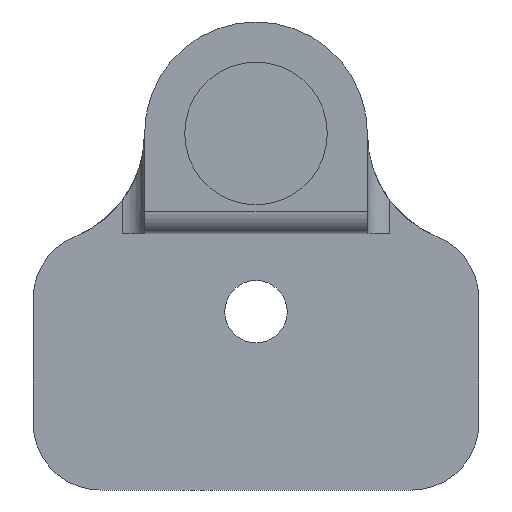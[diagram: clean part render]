
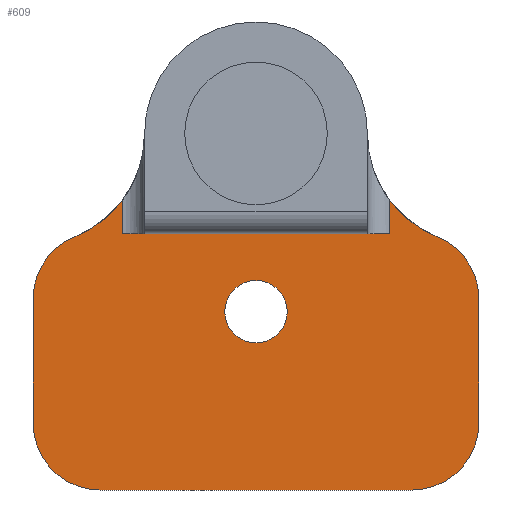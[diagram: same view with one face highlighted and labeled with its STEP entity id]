
A CAD part, left-side view. The second image highlights one B-rep face of the part: STEP entity #609.
In plain terms, the highlighted planar face has unit normal (-1, 0, 0).
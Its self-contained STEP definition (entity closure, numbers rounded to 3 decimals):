
#17=FACE_BOUND('',#83,.T.);
#47=FACE_OUTER_BOUND('',#82,.T.);
#82=EDGE_LOOP('',(#464,#465,#466,#467,#468,#469,#470,#471,#472,#473,#474,
#475));
#83=EDGE_LOOP('',(#476));
#117=CIRCLE('',#669,3.);
#118=CIRCLE('',#671,3.);
#119=CIRCLE('',#672,3.);
#120=CIRCLE('',#673,5.);
#121=CIRCLE('',#674,5.);
#122=CIRCLE('',#675,3.);
#123=CIRCLE('',#676,1.4);
#164=LINE('',#982,#220);
#165=LINE('',#986,#221);
#166=LINE('',#992,#222);
#167=LINE('',#994,#223);
#168=LINE('',#996,#224);
#169=LINE('',#1001,#225);
#220=VECTOR('',#793,10.);
#221=VECTOR('',#796,10.);
#222=VECTOR('',#801,10.);
#223=VECTOR('',#802,10.);
#224=VECTOR('',#803,10.);
#225=VECTOR('',#808,10.);
#273=VERTEX_POINT('',#975);
#274=VERTEX_POINT('',#977);
#275=VERTEX_POINT('',#981);
#276=VERTEX_POINT('',#983);
#277=VERTEX_POINT('',#985);
#278=VERTEX_POINT('',#987);
#279=VERTEX_POINT('',#989);
#280=VERTEX_POINT('',#991);
#281=VERTEX_POINT('',#993);
#282=VERTEX_POINT('',#995);
#283=VERTEX_POINT('',#997);
#284=VERTEX_POINT('',#999);
#285=VERTEX_POINT('',#1002);
#343=EDGE_CURVE('',#273,#274,#117,.T.);
#345=EDGE_CURVE('',#275,#273,#164,.T.);
#346=EDGE_CURVE('',#276,#275,#118,.T.);
#347=EDGE_CURVE('',#277,#276,#165,.T.);
#348=EDGE_CURVE('',#278,#277,#119,.T.);
#349=EDGE_CURVE('',#279,#278,#120,.T.);
#350=EDGE_CURVE('',#280,#279,#166,.T.);
#351=EDGE_CURVE('',#280,#281,#167,.T.);
#352=EDGE_CURVE('',#282,#281,#168,.T.);
#353=EDGE_CURVE('',#283,#282,#121,.T.);
#354=EDGE_CURVE('',#284,#283,#122,.T.);
#355=EDGE_CURVE('',#284,#274,#169,.T.);
#356=EDGE_CURVE('',#285,#285,#123,.T.);
#464=ORIENTED_EDGE('',*,*,#343,.F.);
#465=ORIENTED_EDGE('',*,*,#345,.F.);
#466=ORIENTED_EDGE('',*,*,#346,.F.);
#467=ORIENTED_EDGE('',*,*,#347,.F.);
#468=ORIENTED_EDGE('',*,*,#348,.F.);
#469=ORIENTED_EDGE('',*,*,#349,.F.);
#470=ORIENTED_EDGE('',*,*,#350,.F.);
#471=ORIENTED_EDGE('',*,*,#351,.T.);
#472=ORIENTED_EDGE('',*,*,#352,.F.);
#473=ORIENTED_EDGE('',*,*,#353,.F.);
#474=ORIENTED_EDGE('',*,*,#354,.F.);
#475=ORIENTED_EDGE('',*,*,#355,.T.);
#476=ORIENTED_EDGE('',*,*,#356,.T.);
#585=PLANE('',#670);
#609=ADVANCED_FACE('',(#47,#17),#585,.T.);
#669=AXIS2_PLACEMENT_3D('',#978,#788,#789);
#670=AXIS2_PLACEMENT_3D('',#980,#791,#792);
#671=AXIS2_PLACEMENT_3D('',#984,#794,#795);
#672=AXIS2_PLACEMENT_3D('',#988,#797,#798);
#673=AXIS2_PLACEMENT_3D('',#990,#799,#800);
#674=AXIS2_PLACEMENT_3D('',#998,#804,#805);
#675=AXIS2_PLACEMENT_3D('',#1000,#806,#807);
#676=AXIS2_PLACEMENT_3D('',#1003,#809,#810);
#788=DIRECTION('center_axis',(1.,0.,0.));
#789=DIRECTION('ref_axis',(0.,0.707,-0.707));
#791=DIRECTION('center_axis',(-1.,0.,0.));
#792=DIRECTION('ref_axis',(0.,1.,0.));
#793=DIRECTION('',(0.,1.,0.));
#794=DIRECTION('center_axis',(1.,0.,0.));
#795=DIRECTION('ref_axis',(0.,-0.707,-0.707));
#796=DIRECTION('',(0.,0.,-1.));
#797=DIRECTION('center_axis',(1.,0.,0.));
#798=DIRECTION('ref_axis',(0.,-0.829,0.559));
#799=DIRECTION('center_axis',(-1.,0.,0.));
#800=DIRECTION('ref_axis',(0.,0.,-1.));
#801=DIRECTION('',(0.,0.,1.));
#802=DIRECTION('',(0.,1.,0.));
#803=DIRECTION('',(0.,0.,-1.));
#804=DIRECTION('center_axis',(-1.,0.,0.));
#805=DIRECTION('ref_axis',(0.,-1.,0.));
#806=DIRECTION('center_axis',(1.,0.,0.));
#807=DIRECTION('ref_axis',(0.,0.829,0.559));
#808=DIRECTION('',(0.,0.,-1.));
#809=DIRECTION('center_axis',(1.,0.,0.));
#810=DIRECTION('ref_axis',(0.,0.,-1.));
#975=CARTESIAN_POINT('',(149.3,52.5,-11.));
#977=CARTESIAN_POINT('',(149.3,55.5,-8.));
#978=CARTESIAN_POINT('Origin',(149.3,52.5,-8.));
#980=CARTESIAN_POINT('Origin',(149.3,35.5,0.));
#981=CARTESIAN_POINT('',(149.3,38.5,-11.));
#982=CARTESIAN_POINT('',(149.3,35.5,-11.));
#983=CARTESIAN_POINT('',(149.3,35.5,-8.));
#984=CARTESIAN_POINT('Origin',(149.3,38.5,-8.));
#985=CARTESIAN_POINT('',(149.3,35.5,-2.416));
#986=CARTESIAN_POINT('',(149.3,35.5,0.));
#987=CARTESIAN_POINT('',(149.3,37.375,0.365));
#988=CARTESIAN_POINT('Origin',(149.3,38.5,-2.416));
#989=CARTESIAN_POINT('',(149.3,39.5,2.));
#990=CARTESIAN_POINT('Origin',(149.3,35.5,5.));
#991=CARTESIAN_POINT('',(149.3,39.5,0.5));
#992=CARTESIAN_POINT('',(149.3,39.5,0.));
#993=CARTESIAN_POINT('',(149.3,51.5,0.5));
#994=CARTESIAN_POINT('',(149.3,35.5,0.5));
#995=CARTESIAN_POINT('',(149.3,51.5,2.));
#996=CARTESIAN_POINT('',(149.3,51.5,2.5));
#997=CARTESIAN_POINT('',(149.3,53.625,0.365));
#998=CARTESIAN_POINT('Origin',(149.3,55.5,5.));
#999=CARTESIAN_POINT('',(149.3,55.5,-2.416));
#1000=CARTESIAN_POINT('Origin',(149.3,52.5,-2.416));
#1001=CARTESIAN_POINT('',(149.3,55.5,0.));
#1002=CARTESIAN_POINT('',(149.3,45.5,-1.6));
#1003=CARTESIAN_POINT('Origin',(149.3,45.5,-3.));
